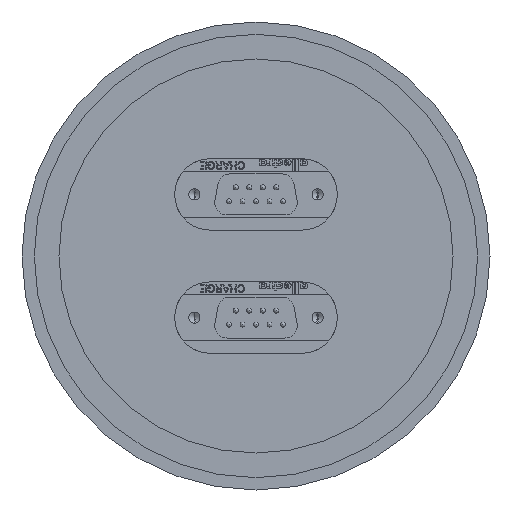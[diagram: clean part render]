
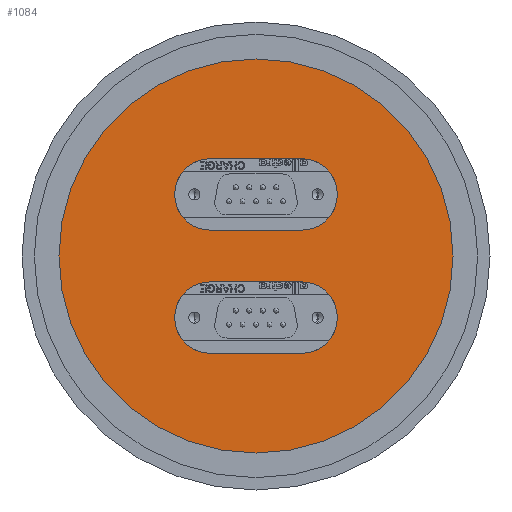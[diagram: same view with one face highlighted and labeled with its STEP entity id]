
A CAD part, front view. The second image highlights one B-rep face of the part: STEP entity #1084.
In plain terms, the highlighted planar face has unit normal (0, -1, 0).
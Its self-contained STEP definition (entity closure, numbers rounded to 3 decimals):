
#15 = DIRECTION ( 'NONE',  ( 0., -1., 0. ) ) ;
#105 = DIRECTION ( 'NONE',  ( 0., 1., 0. ) ) ;
#289 = LINE ( 'NONE', #9438, #4902 ) ;
#675 = DIRECTION ( 'NONE',  ( 1., 0., 0. ) ) ;
#887 = EDGE_CURVE ( 'NONE', #8816, #4880, #3266, .T. ) ;
#909 = CARTESIAN_POINT ( 'NONE',  ( 0., -9.5, -5.25 ) ) ;
#1022 = ORIENTED_EDGE ( 'NONE', *, *, #2594, .T. ) ;
#1047 = EDGE_CURVE ( 'NONE', #8816, #7808, #6278, .T. ) ;
#1064 = EDGE_CURVE ( 'NONE', #10010, #2774, #1923, .T. ) ;
#1084 = ADVANCED_FACE ( 'NONE', ( #1379, #8077, #8897 ), #6786, .T. ) ;
#1196 = EDGE_CURVE ( 'NONE', #10439, #7808, #289, .T. ) ;
#1217 = EDGE_CURVE ( 'NONE', #10010, #6740, #9569, .T. ) ;
#1339 = EDGE_CURVE ( 'NONE', #3784, #6130, #6125, .T. ) ;
#1358 = EDGE_CURVE ( 'NONE', #1677, #6740, #5837, .T. ) ;
#1379 = FACE_BOUND ( 'NONE', #8017, .T. ) ;
#1472 = EDGE_CURVE ( 'NONE', #1677, #2774, #8464, .T. ) ;
#1499 = AXIS2_PLACEMENT_3D ( 'NONE', #6788, #1582, #7694 ) ;
#1582 = DIRECTION ( 'NONE',  ( 0., 1., 0. ) ) ;
#1639 = VECTOR ( 'NONE', #675, 1000. ) ;
#1677 = VERTEX_POINT ( 'NONE', #6789 ) ;
#1923 = LINE ( 'NONE', #10240, #1639 ) ;
#2083 = CARTESIAN_POINT ( 'NONE',  ( 9.25, -9.5, 5.25 ) ) ;
#2400 = CARTESIAN_POINT ( 'NONE',  ( -9.25, -9.5, 12.5 ) ) ;
#2402 = AXIS2_PLACEMENT_3D ( 'NONE', #5320, #105, #6184 ) ;
#2594 = EDGE_CURVE ( 'NONE', #6130, #3784, #2715, .T. ) ;
#2614 = DIRECTION ( 'NONE',  ( 0., -1., 0. ) ) ;
#2625 = AXIS2_PLACEMENT_3D ( 'NONE', #3322, #9440, #4204 ) ;
#2715 = CIRCLE ( 'NONE', #9381, 40. ) ;
#2774 = VERTEX_POINT ( 'NONE', #6833 ) ;
#3156 = CARTESIAN_POINT ( 'NONE',  ( -9.25, -9.5, 19.75 ) ) ;
#3266 = LINE ( 'NONE', #8472, #5331 ) ;
#3282 = DIRECTION ( 'NONE',  ( 0., 0., 1. ) ) ;
#3322 = CARTESIAN_POINT ( 'NONE',  ( 0., -9.5, -40. ) ) ;
#3482 = DIRECTION ( 'NONE',  ( -1., 0., 0. ) ) ;
#3547 = VECTOR ( 'NONE', #3482, 1000. ) ;
#3784 = VERTEX_POINT ( 'NONE', #3990 ) ;
#3990 = CARTESIAN_POINT ( 'NONE',  ( 0., -9.5, 40. ) ) ;
#4159 = ORIENTED_EDGE ( 'NONE', *, *, #1217, .T. ) ;
#4198 = DIRECTION ( 'NONE',  ( -1., 0., 0. ) ) ;
#4204 = DIRECTION ( 'NONE',  ( 0., 0., -1. ) ) ;
#4237 = DIRECTION ( 'NONE',  ( 0., 1., 0. ) ) ;
#4692 = ORIENTED_EDGE ( 'NONE', *, *, #887, .F. ) ;
#4869 = CIRCLE ( 'NONE', #1499, 7.25 ) ;
#4880 = VERTEX_POINT ( 'NONE', #2083 ) ;
#4902 = VECTOR ( 'NONE', #4198, 1000. ) ;
#5046 = DIRECTION ( 'NONE',  ( 1., 0., 0. ) ) ;
#5231 = CARTESIAN_POINT ( 'NONE',  ( 0., -9.5, 0. ) ) ;
#5313 = CARTESIAN_POINT ( 'NONE',  ( 0., -9.5, -40. ) ) ;
#5320 = CARTESIAN_POINT ( 'NONE',  ( 9.25, -9.5, -12.5 ) ) ;
#5322 = EDGE_LOOP ( 'NONE', ( #10546, #10835, #4159, #9342 ) ) ;
#5331 = VECTOR ( 'NONE', #5046, 1000. ) ;
#5571 = AXIS2_PLACEMENT_3D ( 'NONE', #9481, #4237, #10359 ) ;
#5689 = ORIENTED_EDGE ( 'NONE', *, *, #1047, .T. ) ;
#5738 = EDGE_CURVE ( 'NONE', #10439, #4880, #4869, .T. ) ;
#5837 = LINE ( 'NONE', #909, #3547 ) ;
#6063 = ORIENTED_EDGE ( 'NONE', *, *, #5738, .T. ) ;
#6101 = DIRECTION ( 'NONE',  ( 0., 0., -1. ) ) ;
#6125 = CIRCLE ( 'NONE', #10829, 40. ) ;
#6130 = VERTEX_POINT ( 'NONE', #5313 ) ;
#6184 = DIRECTION ( 'NONE',  ( 0., 0., 1. ) ) ;
#6278 = CIRCLE ( 'NONE', #10469, 7.25 ) ;
#6469 = CARTESIAN_POINT ( 'NONE',  ( 9.25, -9.5, 19.75 ) ) ;
#6546 = CARTESIAN_POINT ( 'NONE',  ( -9.25, -9.5, -19.75 ) ) ;
#6740 = VERTEX_POINT ( 'NONE', #8777 ) ;
#6786 = PLANE ( 'NONE',  #2625 ) ;
#6788 = CARTESIAN_POINT ( 'NONE',  ( 9.25, -9.5, 12.5 ) ) ;
#6789 = CARTESIAN_POINT ( 'NONE',  ( 9.25, -9.5, -5.25 ) ) ;
#6833 = CARTESIAN_POINT ( 'NONE',  ( 9.25, -9.5, -19.75 ) ) ;
#7287 = CARTESIAN_POINT ( 'NONE',  ( -9.25, -9.5, 5.25 ) ) ;
#7694 = DIRECTION ( 'NONE',  ( 0., 0., 1. ) ) ;
#7808 = VERTEX_POINT ( 'NONE', #3156 ) ;
#7878 = CARTESIAN_POINT ( 'NONE',  ( 0., -9.5, 0. ) ) ;
#8017 = EDGE_LOOP ( 'NONE', ( #6063, #4692, #5689, #10843 ) ) ;
#8077 = FACE_OUTER_BOUND ( 'NONE', #8806, .T. ) ;
#8464 = CIRCLE ( 'NONE', #2402, 7.25 ) ;
#8472 = CARTESIAN_POINT ( 'NONE',  ( 0., -9.5, 5.25 ) ) ;
#8516 = DIRECTION ( 'NONE',  ( 0., 1., 0. ) ) ;
#8750 = DIRECTION ( 'NONE',  ( 0., 0., -1. ) ) ;
#8777 = CARTESIAN_POINT ( 'NONE',  ( -9.25, -9.5, -5.25 ) ) ;
#8806 = EDGE_LOOP ( 'NONE', ( #1022, #11248 ) ) ;
#8816 = VERTEX_POINT ( 'NONE', #7287 ) ;
#8897 = FACE_BOUND ( 'NONE', #5322, .T. ) ;
#9342 = ORIENTED_EDGE ( 'NONE', *, *, #1358, .F. ) ;
#9381 = AXIS2_PLACEMENT_3D ( 'NONE', #7878, #2614, #8750 ) ;
#9438 = CARTESIAN_POINT ( 'NONE',  ( 0., -9.5, 19.75 ) ) ;
#9440 = DIRECTION ( 'NONE',  ( 0., -1., 0. ) ) ;
#9481 = CARTESIAN_POINT ( 'NONE',  ( -9.25, -9.5, -12.5 ) ) ;
#9569 = CIRCLE ( 'NONE', #5571, 7.25 ) ;
#10010 = VERTEX_POINT ( 'NONE', #6546 ) ;
#10240 = CARTESIAN_POINT ( 'NONE',  ( 0., -9.5, -19.75 ) ) ;
#10359 = DIRECTION ( 'NONE',  ( 0., 0., 1. ) ) ;
#10439 = VERTEX_POINT ( 'NONE', #6469 ) ;
#10469 = AXIS2_PLACEMENT_3D ( 'NONE', #2400, #8516, #3282 ) ;
#10546 = ORIENTED_EDGE ( 'NONE', *, *, #1472, .T. ) ;
#10829 = AXIS2_PLACEMENT_3D ( 'NONE', #5231, #15, #6101 ) ;
#10835 = ORIENTED_EDGE ( 'NONE', *, *, #1064, .F. ) ;
#10843 = ORIENTED_EDGE ( 'NONE', *, *, #1196, .F. ) ;
#11248 = ORIENTED_EDGE ( 'NONE', *, *, #1339, .T. ) ;
